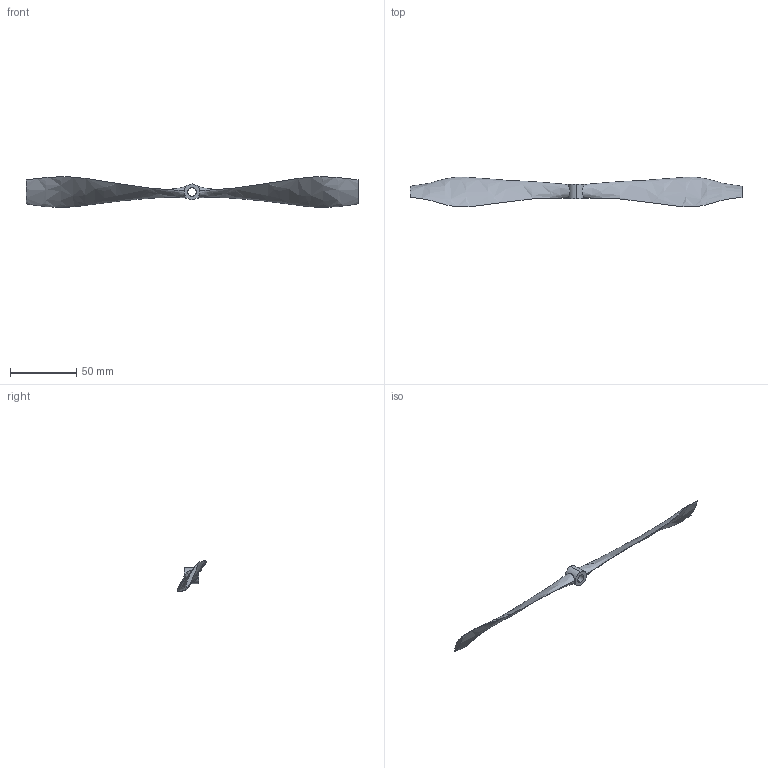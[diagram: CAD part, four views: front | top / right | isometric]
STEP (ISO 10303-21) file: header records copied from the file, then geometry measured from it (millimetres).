
FILE_DESCRIPTION (( 'STEP AP203' ), '1' );
FILE_NAME ('13 INCH PROPELLER_Default_sldprt.STEP', '2022-12-13T23:46:14', ( '' ), ( '' ), 'SwSTEP 2.0', 'SolidWorks 2022', '' );
FILE_SCHEMA (( 'CONFIG_CONTROL_DESIGN' ));
Length unit declared in the file: millimetre
Products named in the file (1): 13 INCH PROPELLER_Default_sldprt
Bounding box: 250 x 22.24 x 23.07 mm (x, y, z)
Volume: 15935.6 mm3; surface area: 11624.3 mm2
Topology: 1 solids, 1 shells, 15 faces, 30 edges, 20 vertices
Faces by surface type: cylinder 6, plane 5, bspline 4
Entity records: 1328 total; most frequent: CARTESIAN_POINT 953, ORIENTED_EDGE 60, DIRECTION 54, EDGE_CURVE 30, AXIS2_PLACEMENT_3D 24, VERTEX_POINT 20, EDGE_LOOP 20, ADVANCED_FACE 15
